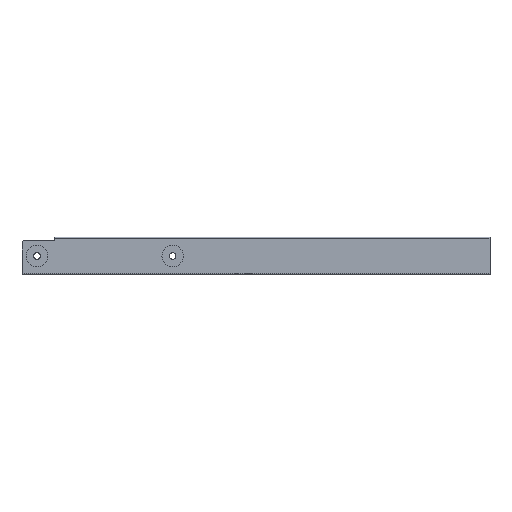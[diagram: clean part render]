
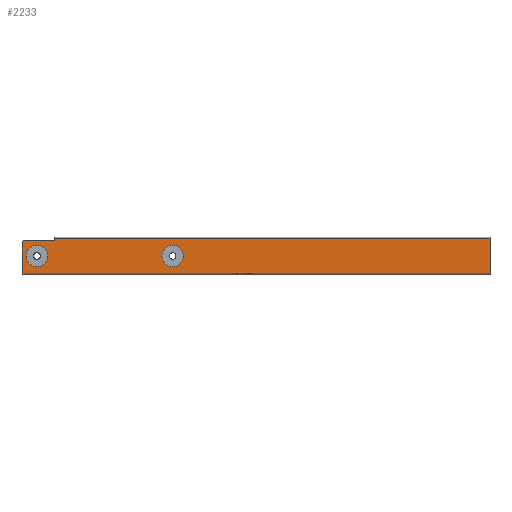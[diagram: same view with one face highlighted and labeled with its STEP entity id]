
A CAD part, front view. The second image highlights one B-rep face of the part: STEP entity #2233.
In plain terms, the highlighted planar face has unit normal (0, -1, 0).
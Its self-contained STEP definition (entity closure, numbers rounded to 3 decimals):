
#5=DIRECTION('',(0.,0.,-1.));
#6=VECTOR('',#5,32.);
#7=CARTESIAN_POINT('',(0.,-68.5,-7.));
#8=LINE('',#7,#6);
#142=CARTESIAN_POINT('',(16.,-68.5,-20.));
#143=DIRECTION('',(0.,-1.,0.));
#144=DIRECTION('',(1.,0.,0.));
#145=AXIS2_PLACEMENT_3D('',#142,#143,#144);
#147=CARTESIAN_POINT('',(16.,-68.5,-20.));
#148=DIRECTION('',(0.,-1.,0.));
#149=DIRECTION('',(-1.,0.,0.));
#150=AXIS2_PLACEMENT_3D('',#147,#148,#149);
#152=CARTESIAN_POINT('',(161.,-68.5,-20.));
#153=DIRECTION('',(0.,-1.,0.));
#154=DIRECTION('',(1.,0.,0.));
#155=AXIS2_PLACEMENT_3D('',#152,#153,#154);
#157=CARTESIAN_POINT('',(161.,-68.5,-20.));
#158=DIRECTION('',(0.,-1.,0.));
#159=DIRECTION('',(-1.,0.,0.));
#160=AXIS2_PLACEMENT_3D('',#157,#158,#159);
#162=CARTESIAN_POINT('',(4.,-68.5,-7.));
#163=DIRECTION('',(0.,-1.,0.));
#164=DIRECTION('',(0.,0.,1.));
#165=AXIS2_PLACEMENT_3D('',#162,#163,#164);
#167=DIRECTION('',(1.,0.,0.));
#168=VECTOR('',#167,31.);
#169=CARTESIAN_POINT('',(4.,-68.5,-3.));
#170=LINE('',#169,#168);
#171=DIRECTION('',(0.,0.,-1.));
#172=VECTOR('',#171,2.);
#173=CARTESIAN_POINT('',(35.,-68.5,-1.));
#174=LINE('',#173,#172);
#175=DIRECTION('',(1.,0.,0.));
#176=VECTOR('',#175,465.);
#177=CARTESIAN_POINT('',(35.,-68.5,-1.));
#178=LINE('',#177,#176);
#834=DIRECTION('',(0.,0.,-1.));
#835=VECTOR('',#834,38.);
#836=CARTESIAN_POINT('',(500.,-68.5,-1.));
#837=LINE('',#836,#835);
#1241=DIRECTION('',(1.,0.,0.));
#1242=VECTOR('',#1241,500.);
#1243=CARTESIAN_POINT('',(0.,-68.5,-39.));
#1244=LINE('',#1243,#1242);
#1589=CARTESIAN_POINT('',(0.,-68.5,-39.));
#1591=VERTEX_POINT('',#1589);
#1625=CARTESIAN_POINT('',(500.,-68.5,-1.));
#1626=VERTEX_POINT('',#1625);
#1627=CARTESIAN_POINT('',(500.,-68.5,-39.));
#1628=VERTEX_POINT('',#1627);
#1909=CARTESIAN_POINT('',(35.,-68.5,-1.));
#1910=VERTEX_POINT('',#1909);
#1911=CARTESIAN_POINT('',(35.,-68.5,-3.));
#1912=VERTEX_POINT('',#1911);
#1941=CARTESIAN_POINT('',(27.5,-68.5,-20.));
#1942=CARTESIAN_POINT('',(4.5,-68.5,-20.));
#1943=VERTEX_POINT('',#1941);
#1944=VERTEX_POINT('',#1942);
#1945=CARTESIAN_POINT('',(172.5,-68.5,-20.));
#1946=CARTESIAN_POINT('',(149.5,-68.5,-20.));
#1947=VERTEX_POINT('',#1945);
#1948=VERTEX_POINT('',#1946);
#2025=CARTESIAN_POINT('',(4.,-68.5,-3.));
#2026=VERTEX_POINT('',#2025);
#2027=CARTESIAN_POINT('',(0.,-68.5,-7.));
#2028=VERTEX_POINT('',#2027);
#2203=CARTESIAN_POINT('',(0.,-68.5,-1.));
#2204=DIRECTION('',(0.,-1.,0.));
#2205=DIRECTION('',(0.,0.,-1.));
#2206=AXIS2_PLACEMENT_3D('',#2203,#2204,#2205);
#2207=PLANE('',#2206);
#2208=ORIENTED_EDGE('',*,*,#2150,.F.);
#2210=ORIENTED_EDGE('',*,*,#2209,.T.);
#2212=ORIENTED_EDGE('',*,*,#2211,.F.);
#2214=ORIENTED_EDGE('',*,*,#2213,.T.);
#2216=ORIENTED_EDGE('',*,*,#2215,.T.);
#2218=ORIENTED_EDGE('',*,*,#2217,.F.);
#2219=ORIENTED_EDGE('',*,*,#2076,.F.);
#2220=EDGE_LOOP('',(#2208,#2210,#2212,#2214,#2216,#2218,#2219));
#2221=FACE_OUTER_BOUND('',#2220,.F.);
#2223=ORIENTED_EDGE('',*,*,#2222,.T.);
#2225=ORIENTED_EDGE('',*,*,#2224,.T.);
#2226=EDGE_LOOP('',(#2223,#2225));
#2227=FACE_BOUND('',#2226,.F.);
#2228=ORIENTED_EDGE('',*,*,#2193,.T.);
#2230=ORIENTED_EDGE('',*,*,#2229,.T.);
#2231=EDGE_LOOP('',(#2228,#2230));
#2232=FACE_BOUND('',#2231,.F.);
#2233=ADVANCED_FACE('',(#2221,#2227,#2232),#2207,.T.);
#146=CIRCLE('',#145,11.5);
#151=CIRCLE('',#150,11.5);
#156=CIRCLE('',#155,11.5);
#161=CIRCLE('',#160,11.5);
#166=CIRCLE('',#165,4.);
#2076=EDGE_CURVE('',#2028,#1591,#8,.T.);
#2150=EDGE_CURVE('',#2026,#2028,#166,.T.);
#2193=EDGE_CURVE('',#1943,#1944,#146,.T.);
#2209=EDGE_CURVE('',#2026,#1912,#170,.T.);
#2211=EDGE_CURVE('',#1910,#1912,#174,.T.);
#2213=EDGE_CURVE('',#1910,#1626,#178,.T.);
#2215=EDGE_CURVE('',#1626,#1628,#837,.T.);
#2217=EDGE_CURVE('',#1591,#1628,#1244,.T.);
#2222=EDGE_CURVE('',#1947,#1948,#156,.T.);
#2224=EDGE_CURVE('',#1948,#1947,#161,.T.);
#2229=EDGE_CURVE('',#1944,#1943,#151,.T.);
